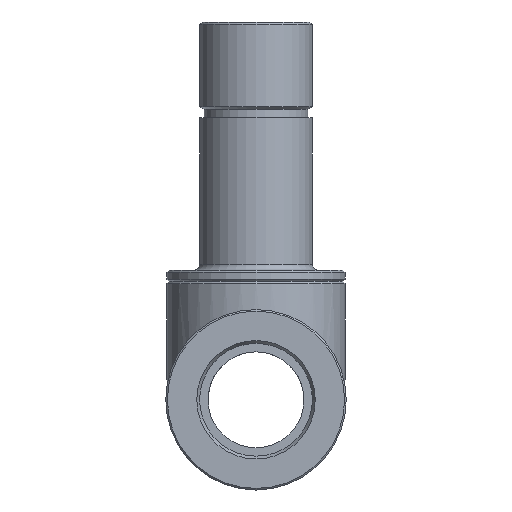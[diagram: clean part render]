
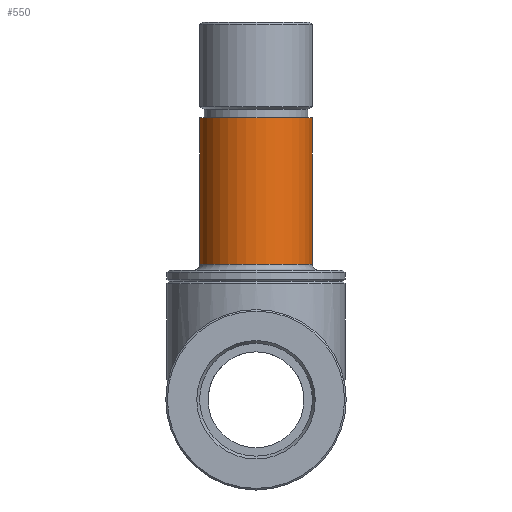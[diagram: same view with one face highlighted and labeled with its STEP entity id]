
A CAD part, left-side view. The second image highlights one B-rep face of the part: STEP entity #550.
In plain terms, the highlighted cylindrical face has radius 5 mm (diameter 10 mm), a full revolution.
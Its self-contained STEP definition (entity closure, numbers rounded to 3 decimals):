
#124=ORIENTED_EDGE('',*,*,#208,.F.);
#125=ORIENTED_EDGE('',*,*,#207,.T.);
#207=EDGE_CURVE('',#259,#259,#305,.T.);
#208=EDGE_CURVE('',#260,#260,#306,.T.);
#259=VERTEX_POINT('',#1005);
#260=VERTEX_POINT('',#1008);
#305=CIRCLE('',#636,5.);
#306=CIRCLE('',#638,5.);
#371=EDGE_LOOP('',(#124));
#372=EDGE_LOOP('',(#125));
#463=FACE_BOUND('',#371,.T.);
#464=FACE_BOUND('',#372,.T.);
#518=CYLINDRICAL_SURFACE('',#637,5.);
#550=ADVANCED_FACE('',(#463,#464),#518,.T.);
#636=AXIS2_PLACEMENT_3D('',#1004,#782,#783);
#637=AXIS2_PLACEMENT_3D('',#1006,#784,#785);
#638=AXIS2_PLACEMENT_3D('',#1007,#786,#787);
#782=DIRECTION('',(0.,0.,1.));
#783=DIRECTION('',(1.,0.,0.));
#784=DIRECTION('',(0.,0.,1.));
#785=DIRECTION('',(1.,0.,0.));
#786=DIRECTION('',(0.,0.,1.));
#787=DIRECTION('',(1.,0.,0.));
#1004=CARTESIAN_POINT('',(0.,0.,12.));
#1005=CARTESIAN_POINT('',(5.,0.,12.));
#1006=CARTESIAN_POINT('',(0.,0.,33.5));
#1007=CARTESIAN_POINT('',(0.,0.,25.));
#1008=CARTESIAN_POINT('',(5.,0.,25.));
